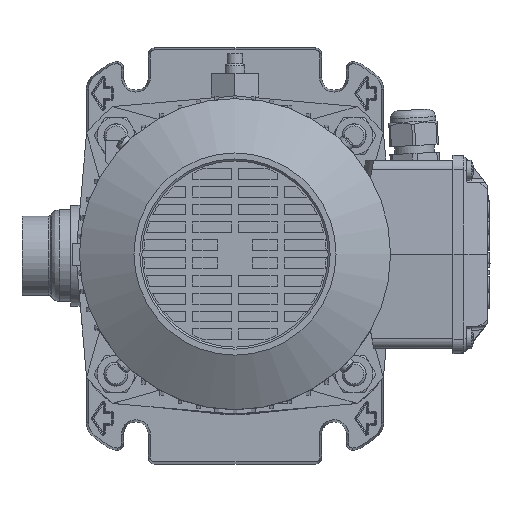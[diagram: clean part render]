
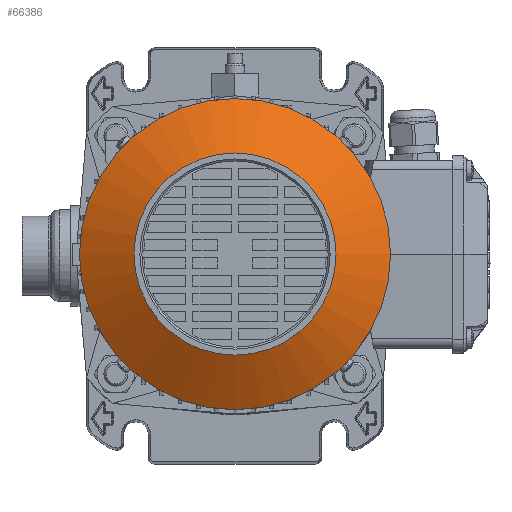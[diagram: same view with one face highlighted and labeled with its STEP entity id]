
A CAD part, top view. The second image highlights one B-rep face of the part: STEP entity #66386.
In plain terms, the highlighted free-form (B-spline) face has degree [2, 1] with [9, 2] control points.
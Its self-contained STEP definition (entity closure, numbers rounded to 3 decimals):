
#66306=CARTESIAN_POINT('',(51.,0.,565.));
#66307=VERTEX_POINT('',#66306);
#66308=CARTESIAN_POINT('',(-51.,0.,565.));
#66309=VERTEX_POINT('',#66308);
#66310=CARTESIAN_POINT('',(0.,0.,565.));
#66311=DIRECTION('',(0.,0.,-1.));
#66312=DIRECTION('',(-1.,0.,0.));
#66313=AXIS2_PLACEMENT_3D('',#66310,#66311,#66312);
#66314=CIRCLE('',#66313,51.);
#66315=EDGE_CURVE('',#66307,#66309,#66314,.T.);
#66317=CARTESIAN_POINT('',(0.,0.,565.));
#66318=DIRECTION('',(0.,0.,-1.));
#66319=DIRECTION('',(-1.,0.,0.));
#66320=AXIS2_PLACEMENT_3D('',#66317,#66318,#66319);
#66321=CIRCLE('',#66320,51.);
#66322=EDGE_CURVE('',#66309,#66307,#66321,.T.);
#66331=CARTESIAN_POINT('',(-51.,0.,565.));
#66332=CARTESIAN_POINT('',(-51.,51.,565.));
#66333=CARTESIAN_POINT('',(0.,51.,565.));
#66334=CARTESIAN_POINT('',(51.,51.,565.));
#66335=CARTESIAN_POINT('',(51.,0.,565.));
#66336=CARTESIAN_POINT('',(51.,-51.,565.));
#66337=CARTESIAN_POINT('',(0.,-51.,565.));
#66338=CARTESIAN_POINT('',(-51.,-51.,565.));
#66339=CARTESIAN_POINT('',(-51.,0.,565.));
#66340=CARTESIAN_POINT('',(-78.5,0.,549.123));
#66341=CARTESIAN_POINT('',(-78.5,78.5,549.123));
#66342=CARTESIAN_POINT('',(0.,78.5,549.123));
#66343=CARTESIAN_POINT('',(78.5,78.5,549.123));
#66344=CARTESIAN_POINT('',(78.5,0.,549.123));
#66345=CARTESIAN_POINT('',(78.5,-78.5,549.123));
#66346=CARTESIAN_POINT('',(0.,-78.5,549.123));
#66347=CARTESIAN_POINT('',(-78.5,-78.5,549.123));
#66348=CARTESIAN_POINT('',(-78.5,0.,549.123));
#66356=(BOUNDED_SURFACE()B_SPLINE_SURFACE(2,1,((#66331,#66340),(#66332,#66341),(#66333,#66342),(#66334,#66343),(#66335,#66344),(#66336,#66345),(#66337,#66346),(#66338,#66347),(#66339,#66348)),.UNSPECIFIED.,.T.,.F.,.U.)B_SPLINE_SURFACE_WITH_KNOTS((3,2,2,2,3),(2,2),(0.0,0.25,0.5,0.75,1.0),(0.0,31.754),.UNSPECIFIED.)GEOMETRIC_REPRESENTATION_ITEM()RATIONAL_B_SPLINE_SURFACE(((1.0,1.0),(0.707,0.707),(1.0,1.0),(0.707,0.707),(1.0,1.0),(0.707,0.707),(1.0,1.0),(0.707,0.707),(1.0,1.0)))REPRESENTATION_ITEM('')SURFACE());
#66357=ORIENTED_EDGE('',*,*,#66322,.T.);
#66358=ORIENTED_EDGE('',*,*,#66315,.T.);
#66359=CARTESIAN_POINT('',(-78.5,0.,549.123));
#66360=VERTEX_POINT('',#66359);
#66361=CARTESIAN_POINT('',(-51.,0.,565.));
#66362=DIRECTION('',(-0.866,0.,-0.5));
#66363=VECTOR('',#66362,31.754);
#66364=LINE('',#66361,#66363);
#66365=EDGE_CURVE('',#66309,#66360,#66364,.T.);
#66366=ORIENTED_EDGE('',*,*,#66365,.T.);
#66367=CARTESIAN_POINT('',(78.5,0.,549.123));
#66368=VERTEX_POINT('',#66367);
#66369=CARTESIAN_POINT('',(0.,0.,549.123));
#66370=DIRECTION('',(0.,0.,-1.));
#66371=DIRECTION('',(-1.,0.,0.));
#66372=AXIS2_PLACEMENT_3D('',#66369,#66370,#66371);
#66373=CIRCLE('',#66372,78.5);
#66374=EDGE_CURVE('',#66368,#66360,#66373,.T.);
#66375=ORIENTED_EDGE('',*,*,#66374,.F.);
#66376=CARTESIAN_POINT('',(0.,0.,549.123));
#66377=DIRECTION('',(0.,0.,-1.));
#66378=DIRECTION('',(-1.,0.,0.));
#66379=AXIS2_PLACEMENT_3D('',#66376,#66377,#66378);
#66380=CIRCLE('',#66379,78.5);
#66381=EDGE_CURVE('',#66360,#66368,#66380,.T.);
#66382=ORIENTED_EDGE('',*,*,#66381,.F.);
#66383=ORIENTED_EDGE('',*,*,#66365,.F.);
#66384=EDGE_LOOP('',(#66357,#66358,#66366,#66375,#66382,#66383));
#66385=FACE_OUTER_BOUND('',#66384,.T.);
#66386=ADVANCED_FACE('',(#66385),#66356,.T.);
